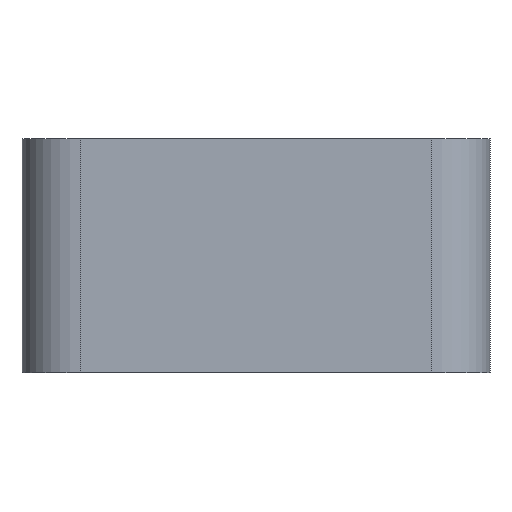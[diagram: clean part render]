
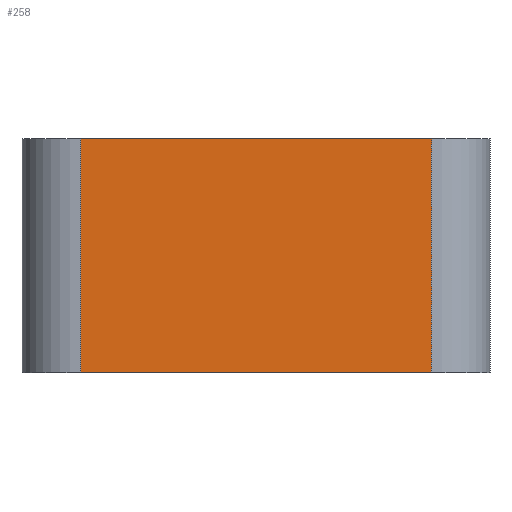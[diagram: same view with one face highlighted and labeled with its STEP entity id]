
A CAD part, left-side view. The second image highlights one B-rep face of the part: STEP entity #258.
In plain terms, the highlighted planar face has unit normal (-1, 0, 0).
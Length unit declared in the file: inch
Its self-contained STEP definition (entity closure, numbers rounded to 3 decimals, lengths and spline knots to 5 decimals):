
#18=PLANE('',#303);
#31=FACE_OUTER_BOUND('',#45,.T.);
#45=EDGE_LOOP('',(#210,#211,#212,#213));
#52=LINE('',#393,#78);
#60=LINE('',#418,#86);
#69=LINE('',#442,#95);
#70=LINE('',#444,#96);
#78=VECTOR('',#317,0.3937);
#86=VECTOR('',#337,0.3937);
#95=VECTOR('',#362,0.3937);
#96=VECTOR('',#365,0.3937);
#115=VERTEX_POINT('',#390);
#116=VERTEX_POINT('',#392);
#127=VERTEX_POINT('',#416);
#134=VERTEX_POINT('',#440);
#139=EDGE_CURVE('',#115,#116,#52,.T.);
#152=EDGE_CURVE('',#127,#115,#60,.T.);
#164=EDGE_CURVE('',#134,#127,#69,.T.);
#165=EDGE_CURVE('',#134,#116,#70,.T.);
#210=ORIENTED_EDGE('',*,*,#139,.F.);
#211=ORIENTED_EDGE('',*,*,#152,.F.);
#212=ORIENTED_EDGE('',*,*,#164,.F.);
#213=ORIENTED_EDGE('',*,*,#165,.T.);
#258=ADVANCED_FACE('',(#31),#18,.T.);
#303=AXIS2_PLACEMENT_3D('',#443,#363,#364);
#317=DIRECTION('',(0.,0.,-1.));
#337=DIRECTION('',(0.,-1.,0.));
#362=DIRECTION('',(0.,0.,1.));
#363=DIRECTION('center_axis',(-1.,0.,0.));
#364=DIRECTION('ref_axis',(0.,-1.,0.));
#365=DIRECTION('',(0.,-1.,0.));
#390=CARTESIAN_POINT('',(-0.1875,-0.375,0.5));
#392=CARTESIAN_POINT('',(-0.1875,-0.375,0.));
#393=CARTESIAN_POINT('',(-0.1875,-0.375,0.));
#416=CARTESIAN_POINT('',(-0.1875,0.375,0.5));
#418=CARTESIAN_POINT('',(-0.1875,0.5,0.5));
#440=CARTESIAN_POINT('',(-0.1875,0.375,0.));
#442=CARTESIAN_POINT('',(-0.1875,0.375,0.));
#443=CARTESIAN_POINT('Origin',(-0.1875,0.5,0.));
#444=CARTESIAN_POINT('',(-0.1875,0.5,0.));
